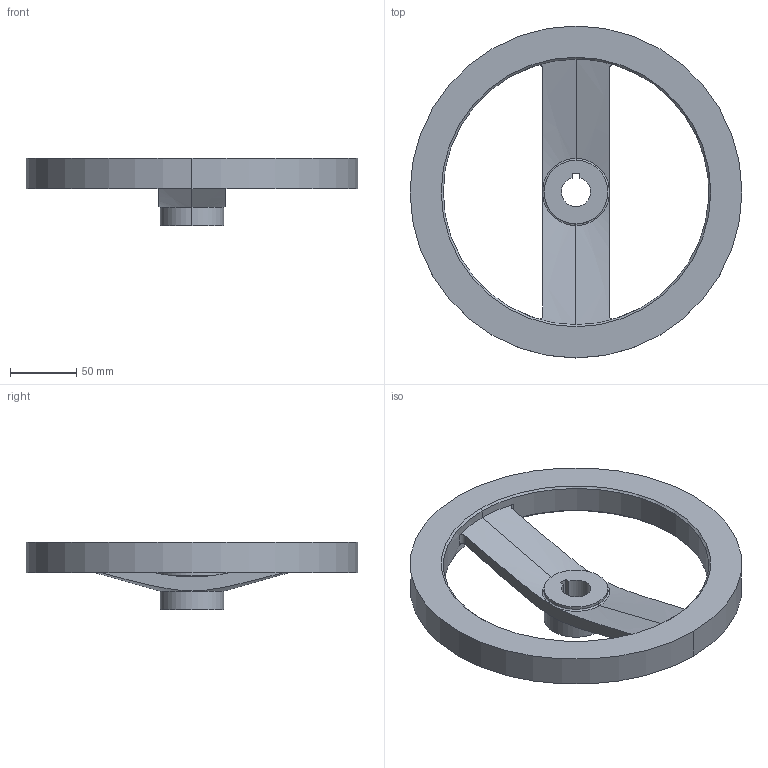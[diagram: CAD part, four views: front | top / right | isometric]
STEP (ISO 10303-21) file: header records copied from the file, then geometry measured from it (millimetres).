
FILE_DESCRIPTION(('STEP AP214'),'1');
FILE_NAME(' ',' ',('TraceParts'),('TraceParts S.A.'),'XStep 1.0',' ',' ');
FILE_SCHEMA(('automotive_design'));
Length unit declared in the file: millimetre
Products named in the file (1): 1
Bounding box: 250 x 250 x 51 mm (x, y, z)
Volume: 518646.4 mm3; surface area: 93656.3 mm2
Topology: 1 solids, 1 shells, 39 faces, 103 edges, 64 vertices
Faces by surface type: cylinder 14, cone 10, plane 9, torus 6
Entity records: 2580 total; most frequent: CARTESIAN_POINT 439, DIRECTION 209, STYLED_ITEM 207, PRESENTATION_STYLE_ASSIGNMENT 207, COLOUR_RGB 207, ORIENTED_EDGE 206, EDGE_CURVE 103, CURVE_STYLE 103
